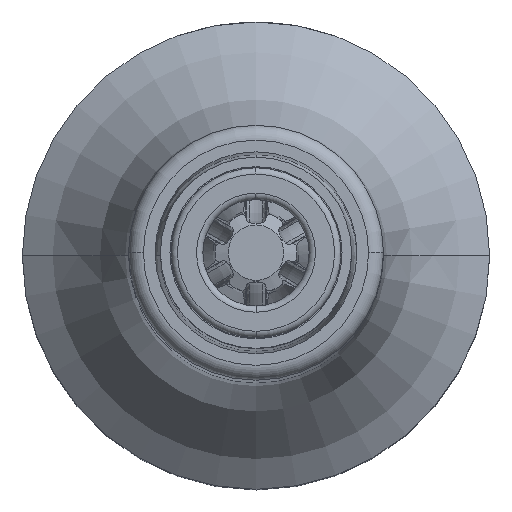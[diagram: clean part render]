
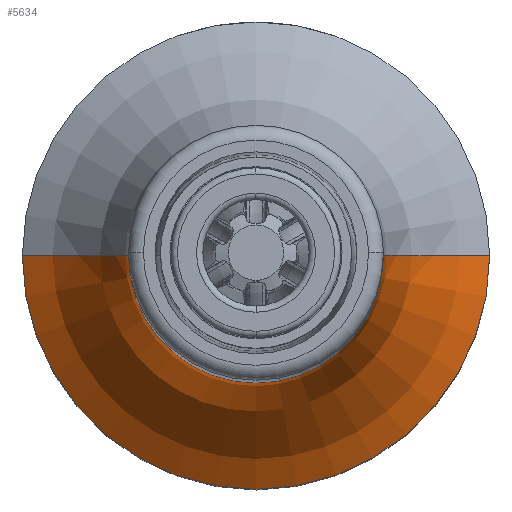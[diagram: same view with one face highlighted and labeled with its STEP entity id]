
A CAD part, top view. The second image highlights one B-rep face of the part: STEP entity #5634.
In plain terms, the highlighted toroidal (fillet/blend) face has major radius 16 mm and minor radius 10 mm.
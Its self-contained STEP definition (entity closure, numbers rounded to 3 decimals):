
#5200=CARTESIAN_POINT('',(0.,0.,18.2));
#5201=DIRECTION('',(0.,0.,1.));
#5202=DIRECTION('',(1.,0.,0.));
#5203=AXIS2_PLACEMENT_3D('',#5200,#5201,#5202);
#5208=CARTESIAN_POINT('',(16.,0.,
26.86));
#5209=DIRECTION('',(0.,1.,0.));
#5210=DIRECTION('',(-0.5,0.,-0.866));
#5211=AXIS2_PLACEMENT_3D('',#5208,#5209,#5210);
#5216=CARTESIAN_POINT('',(-16.,0.,
26.86));
#5217=DIRECTION('',(0.,-1.,0.));
#5218=DIRECTION('',(0.5,0.,-0.866));
#5219=AXIS2_PLACEMENT_3D('',#5216,#5217,#5218);
#5349=CARTESIAN_POINT('',(0.,0.,26.86));
#5350=DIRECTION('',(0.,0.,1.));
#5351=DIRECTION('',(1.,0.,0.));
#5352=AXIS2_PLACEMENT_3D('',#5349,#5350,#5351);
#5364=CARTESIAN_POINT('',(-11.,0.,18.2));
#5365=CARTESIAN_POINT('',(11.,0.,18.2));
#5366=VERTEX_POINT('',#5364);
#5367=VERTEX_POINT('',#5365);
#5368=CARTESIAN_POINT('',(-6.,0.,26.86));
#5369=CARTESIAN_POINT('',(6.,0.,26.86));
#5370=VERTEX_POINT('',#5368);
#5371=VERTEX_POINT('',#5369);
#5620=CARTESIAN_POINT('',(0.,0.,26.86));
#5621=DIRECTION('',(0.,0.,1.));
#5622=DIRECTION('',(1.,0.,0.));
#5623=AXIS2_PLACEMENT_3D('',#5620,#5621,#5622);
#5624=TOROIDAL_SURFACE('',#5623,16.,10.);
#5625=ORIENTED_EDGE('',*,*,#5614,.F.);
#5627=ORIENTED_EDGE('',*,*,#5626,.T.);
#5629=ORIENTED_EDGE('',*,*,#5628,.T.);
#5631=ORIENTED_EDGE('',*,*,#5630,.F.);
#5632=EDGE_LOOP('',(#5625,#5627,#5629,#5631));
#5633=FACE_OUTER_BOUND('',#5632,.F.);
#5634=ADVANCED_FACE('',(#5633),#5624,.F.);
#5204=CIRCLE('',#5203,11.);
#5212=CIRCLE('',#5211,10.);
#5220=CIRCLE('',#5219,10.);
#5353=CIRCLE('',#5352,6.);
#5614=EDGE_CURVE('',#5367,#5366,#5204,.T.);
#5626=EDGE_CURVE('',#5367,#5371,#5212,.T.);
#5628=EDGE_CURVE('',#5371,#5370,#5353,.T.);
#5630=EDGE_CURVE('',#5366,#5370,#5220,.T.);
